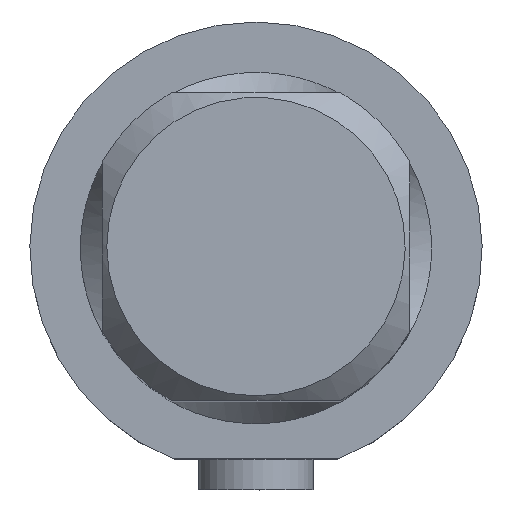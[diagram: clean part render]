
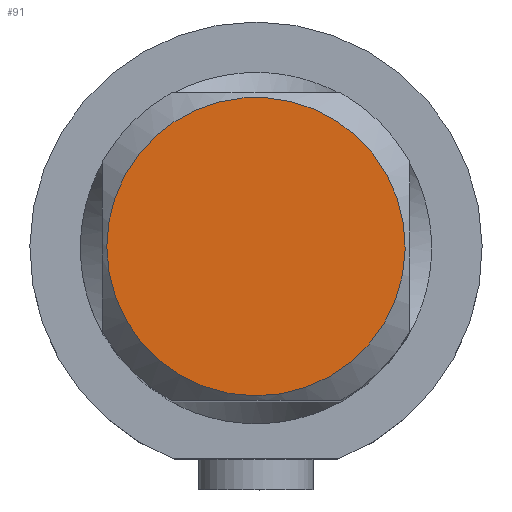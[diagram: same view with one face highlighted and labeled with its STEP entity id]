
A CAD part, top view. The second image highlights one B-rep face of the part: STEP entity #91.
In plain terms, the highlighted planar face has unit normal (0, 0, 1).
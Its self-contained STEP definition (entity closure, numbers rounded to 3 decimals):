
#66=FACE_OUTER_BOUND('',#198,.T.);
#91=ADVANCED_FACE('',(#66),#115,.F.);
#115=PLANE('',#520);
#198=EDGE_LOOP('',(#271));
#271=ORIENTED_EDGE('',*,*,#409,.F.);
#363=VERTEX_POINT('',#768);
#409=EDGE_CURVE('',#363,#363,#461,.T.);
#461=CIRCLE('',#516,16.99);
#516=AXIS2_PLACEMENT_3D('',#767,#602,#603);
#520=AXIS2_PLACEMENT_3D('',#828,#618,#619);
#602=DIRECTION('',(0.,0.,-1.));
#603=DIRECTION('',(-1.,0.,0.));
#618=DIRECTION('',(0.,0.,-1.));
#619=DIRECTION('',(1.,0.,0.));
#767=CARTESIAN_POINT('',(0.,0.,100.15));
#768=CARTESIAN_POINT('',(-16.99,0.,100.15));
#828=CARTESIAN_POINT('',(0.,0.,100.15));
